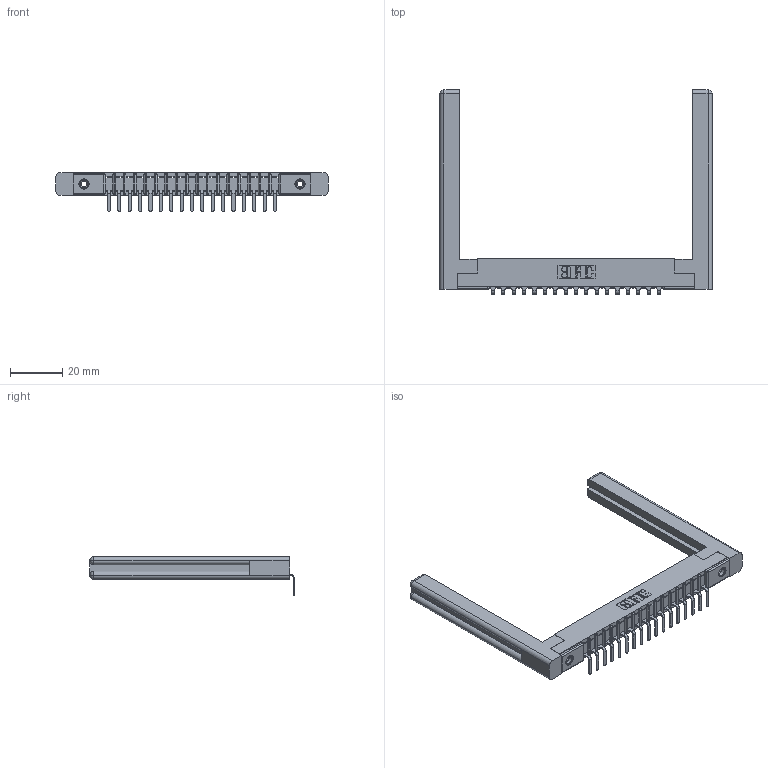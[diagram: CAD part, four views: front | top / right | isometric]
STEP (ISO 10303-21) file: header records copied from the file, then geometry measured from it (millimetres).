
FILE_DESCRIPTION (( 'STEP AP203' ), '1' );
FILE_NAME ('357-017-559-158.STEP', '2022-07-12T22:58:05', ( '' ), ( '' ), 'SwSTEP 2.0', 'SolidWorks 2020', '' );
FILE_SCHEMA (( 'CONFIG_CONTROL_DESIGN' ));
Length unit declared in the file: inch
Products named in the file (5): 357-017-559-158; 307-290-001_558 559 - 1 (Single); 307-220-058; 345-250-001_345-250-001-102; 307 Part_.156 Dia Mounting Holes
Assembly tree (22 placements, depth 2):
  357-017-559-158
    307 Part_.156 Dia Mounting Holes
    307-290-001_558 559 - 1 (Single)  x17
    307-220-058  x2
    345-250-001_345-250-001-102  x2
Bounding box: 103.99 x 78.02 x 14.81 mm (x, y, z)
Volume: 14304.7 mm3; surface area: 15404.3 mm2
Topology: 22 solids, 22 shells, 1298 faces, 3635 edges, 2338 vertices
Faces by surface type: plane 817, cylinder 421, sphere 36, torus 12, cone 12
Entity records: 20393 total; most frequent: CARTESIAN_POINT 3435, ORIENTED_EDGE 3360, DIRECTION 3316, EDGE_CURVE 1680, VECTOR 1274, LINE 1274, VERTEX_POINT 1086, AXIS2_PLACEMENT_3D 1021
